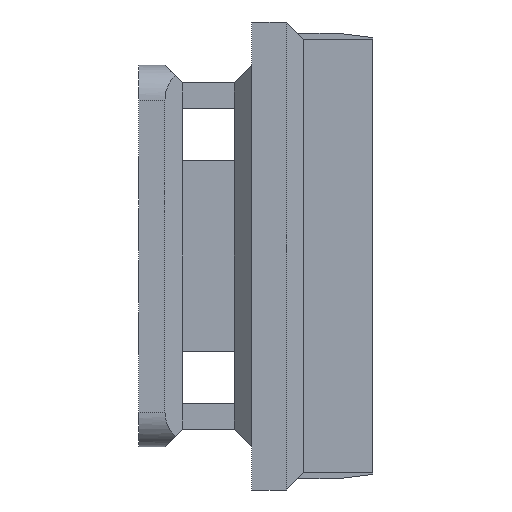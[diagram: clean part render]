
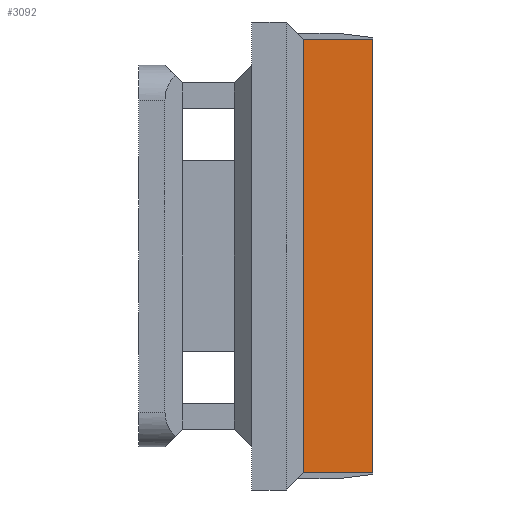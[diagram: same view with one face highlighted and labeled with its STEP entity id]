
A CAD part, left-side view. The second image highlights one B-rep face of the part: STEP entity #3092.
In plain terms, the highlighted planar face has unit normal (-1, 0, 0).
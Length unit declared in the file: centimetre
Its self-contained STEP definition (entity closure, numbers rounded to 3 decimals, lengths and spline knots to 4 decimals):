
#2437=CARTESIAN_POINT('',(-0.3,0.,-1.25));
#2438=VERTEX_POINT('',#2437);
#2445=CARTESIAN_POINT('',(-0.3,0.4,-1.25));
#2446=VERTEX_POINT('',#2445);
#2447=CARTESIAN_POINT('',(-0.3,-12345.,-1.25));
#2448=DIRECTION('',(0.,1.,0.));
#2449=VECTOR('',#2448,24690.);
#2450=LINE('',#2447,#2449);
#2451=EDGE_CURVE('',#2438,#2446,#2450,.T.);
#2603=CARTESIAN_POINT('',(-0.3,0.4,1.25));
#2604=VERTEX_POINT('',#2603);
#2611=CARTESIAN_POINT('',(-0.3,0.,1.25));
#2612=VERTEX_POINT('',#2611);
#2613=CARTESIAN_POINT('',(-0.3,-12345.,1.25));
#2614=DIRECTION('',(0.,1.,0.));
#2615=VECTOR('',#2614,24690.);
#2616=LINE('',#2613,#2615);
#2617=EDGE_CURVE('',#2612,#2604,#2616,.T.);
#2936=CARTESIAN_POINT('',(-0.3,0.4,-1.56));
#2937=DIRECTION('',(0.,0.,1.));
#2938=VECTOR('',#2937,3.12);
#2939=LINE('',#2936,#2938);
#2940=EDGE_CURVE('',#2446,#2604,#2939,.T.);
#3076=CARTESIAN_POINT('',(-0.3,0.,0.));
#3077=DIRECTION('',(-1.,0.,0.));
#3078=DIRECTION('',(0.,0.,1.));
#3079=AXIS2_PLACEMENT_3D('',#3076,#3077,#3078);
#3080=PLANE('',#3079);
#3081=ORIENTED_EDGE('',*,*,#2940,.F.);
#3082=ORIENTED_EDGE('',*,*,#2451,.F.);
#3083=CARTESIAN_POINT('',(-0.3,0.,-12346.25));
#3084=DIRECTION('',(0.,0.,1.));
#3085=VECTOR('',#3084,24690.);
#3086=LINE('',#3083,#3085);
#3087=EDGE_CURVE('',#2438,#2612,#3086,.T.);
#3088=ORIENTED_EDGE('',*,*,#3087,.T.);
#3089=ORIENTED_EDGE('',*,*,#2617,.T.);
#3090=EDGE_LOOP('',(#3081,#3082,#3088,#3089));
#3091=FACE_BOUND('',#3090,.T.);
#3092=ADVANCED_FACE('',(#3091),#3080,.T.);
